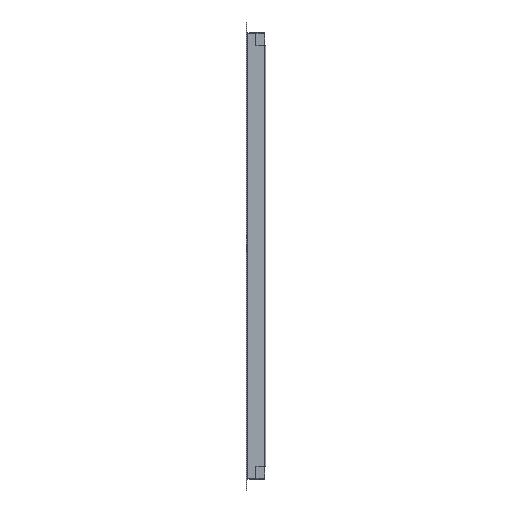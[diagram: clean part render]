
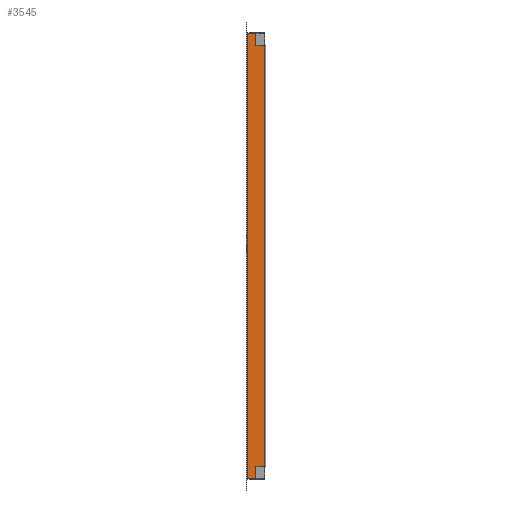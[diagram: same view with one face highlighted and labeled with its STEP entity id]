
A CAD part, left-side view. The second image highlights one B-rep face of the part: STEP entity #3545.
In plain terms, the highlighted planar face has unit normal (-1, 0, 0).
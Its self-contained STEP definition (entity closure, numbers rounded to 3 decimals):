
#16 = VECTOR ( 'NONE', #2245, 1000. ) ;
#106 = VECTOR ( 'NONE', #151, 1000. ) ;
#149 = LINE ( 'NONE', #2143, #3665 ) ;
#151 = DIRECTION ( 'NONE',  ( 0., -1., 0. ) ) ;
#156 = ORIENTED_EDGE ( 'NONE', *, *, #1129, .F. ) ;
#271 = EDGE_CURVE ( 'NONE', #1717, #3193, #149, .T. ) ;
#354 = DIRECTION ( 'NONE',  ( 0., 0., 1. ) ) ;
#379 = PLANE ( 'NONE',  #1165 ) ;
#624 = ORIENTED_EDGE ( 'NONE', *, *, #1690, .T. ) ;
#733 = VECTOR ( 'NONE', #354, 1000. ) ;
#736 = LINE ( 'NONE', #2481, #3015 ) ;
#822 = CARTESIAN_POINT ( 'NONE',  ( -55.273, -25.536, -453.205 ) ) ;
#832 = EDGE_CURVE ( 'NONE', #1118, #4350, #2683, .T. ) ;
#862 = LINE ( 'NONE', #1606, #16 ) ;
#993 = DIRECTION ( 'NONE',  ( 0., 1., 0. ) ) ;
#1051 = LINE ( 'NONE', #1410, #1302 ) ;
#1066 = DIRECTION ( 'NONE',  ( 1., 0., 0. ) ) ;
#1087 = DIRECTION ( 'NONE',  ( 0., 1., 0. ) ) ;
#1118 = VERTEX_POINT ( 'NONE', #3642 ) ;
#1129 = EDGE_CURVE ( 'NONE', #1369, #4082, #1579, .T. ) ;
#1165 = AXIS2_PLACEMENT_3D ( 'NONE', #4148, #1066, #1087 ) ;
#1191 = DIRECTION ( 'NONE',  ( 0., -1., 0. ) ) ;
#1233 = EDGE_LOOP ( 'NONE', ( #1865, #4033, #2218, #156, #624, #3752, #2889, #4075 ) ) ;
#1302 = VECTOR ( 'NONE', #2452, 1000. ) ;
#1369 = VERTEX_POINT ( 'NONE', #2838 ) ;
#1389 = DIRECTION ( 'NONE',  ( 0., 0., -1. ) ) ;
#1410 = CARTESIAN_POINT ( 'NONE',  ( -55.273, -6.26, 464.795 ) ) ;
#1440 = VERTEX_POINT ( 'NONE', #2962 ) ;
#1467 = CARTESIAN_POINT ( 'NONE',  ( -55.273, 11.964, -479.205 ) ) ;
#1579 = LINE ( 'NONE', #3661, #106 ) ;
#1606 = CARTESIAN_POINT ( 'NONE',  ( -55.273, -25.536, -223.705 ) ) ;
#1642 = VERTEX_POINT ( 'NONE', #4113 ) ;
#1690 = EDGE_CURVE ( 'NONE', #1369, #4350, #736, .T. ) ;
#1714 = LINE ( 'NONE', #2074, #733 ) ;
#1717 = VERTEX_POINT ( 'NONE', #2431 ) ;
#1837 = EDGE_CURVE ( 'NONE', #3193, #1642, #862, .T. ) ;
#1865 = ORIENTED_EDGE ( 'NONE', *, *, #1837, .T. ) ;
#2074 = CARTESIAN_POINT ( 'NONE',  ( -55.273, -6.536, -223.705 ) ) ;
#2075 = DIRECTION ( 'NONE',  ( 0., 0., 1. ) ) ;
#2143 = CARTESIAN_POINT ( 'NONE',  ( -55.273, -16.26, -453.205 ) ) ;
#2218 = ORIENTED_EDGE ( 'NONE', *, *, #3872, .T. ) ;
#2245 = DIRECTION ( 'NONE',  ( 0., 0., 1. ) ) ;
#2396 = LINE ( 'NONE', #3764, #3116 ) ;
#2431 = CARTESIAN_POINT ( 'NONE',  ( -55.273, -6.536, -453.205 ) ) ;
#2452 = DIRECTION ( 'NONE',  ( 0., 1., 0. ) ) ;
#2481 = CARTESIAN_POINT ( 'NONE',  ( -55.273, 11.964, 5.795 ) ) ;
#2683 = LINE ( 'NONE', #3084, #3428 ) ;
#2774 = FACE_OUTER_BOUND ( 'NONE', #1233, .T. ) ;
#2838 = CARTESIAN_POINT ( 'NONE',  ( -55.273, 11.964, 490.795 ) ) ;
#2889 = ORIENTED_EDGE ( 'NONE', *, *, #3455, .T. ) ;
#2923 = CARTESIAN_POINT ( 'NONE',  ( -55.273, -6.536, 490.795 ) ) ;
#2962 = CARTESIAN_POINT ( 'NONE',  ( -55.273, -6.536, 464.795 ) ) ;
#3015 = VECTOR ( 'NONE', #1389, 1000. ) ;
#3084 = CARTESIAN_POINT ( 'NONE',  ( -55.273, -6.536, -479.205 ) ) ;
#3116 = VECTOR ( 'NONE', #2075, 1000. ) ;
#3193 = VERTEX_POINT ( 'NONE', #822 ) ;
#3428 = VECTOR ( 'NONE', #993, 1000. ) ;
#3455 = EDGE_CURVE ( 'NONE', #1118, #1717, #1714, .T. ) ;
#3545 = ADVANCED_FACE ( 'NONE', ( #2774 ), #379, .F. ) ;
#3642 = CARTESIAN_POINT ( 'NONE',  ( -55.273, -6.536, -479.205 ) ) ;
#3661 = CARTESIAN_POINT ( 'NONE',  ( -55.273, 11.964, 490.795 ) ) ;
#3665 = VECTOR ( 'NONE', #1191, 1000. ) ;
#3669 = EDGE_CURVE ( 'NONE', #1642, #1440, #1051, .T. ) ;
#3752 = ORIENTED_EDGE ( 'NONE', *, *, #832, .F. ) ;
#3764 = CARTESIAN_POINT ( 'NONE',  ( -55.273, -6.536, 247.795 ) ) ;
#3872 = EDGE_CURVE ( 'NONE', #1440, #4082, #2396, .T. ) ;
#4033 = ORIENTED_EDGE ( 'NONE', *, *, #3669, .T. ) ;
#4075 = ORIENTED_EDGE ( 'NONE', *, *, #271, .T. ) ;
#4082 = VERTEX_POINT ( 'NONE', #2923 ) ;
#4113 = CARTESIAN_POINT ( 'NONE',  ( -55.273, -25.536, 464.795 ) ) ;
#4148 = CARTESIAN_POINT ( 'NONE',  ( -55.273, -5.983, 5.795 ) ) ;
#4350 = VERTEX_POINT ( 'NONE', #1467 ) ;
